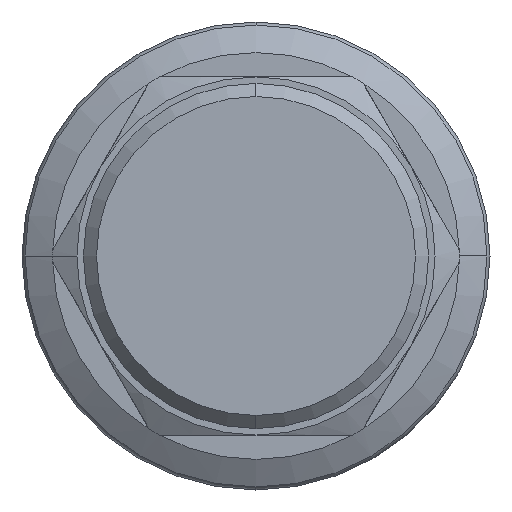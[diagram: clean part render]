
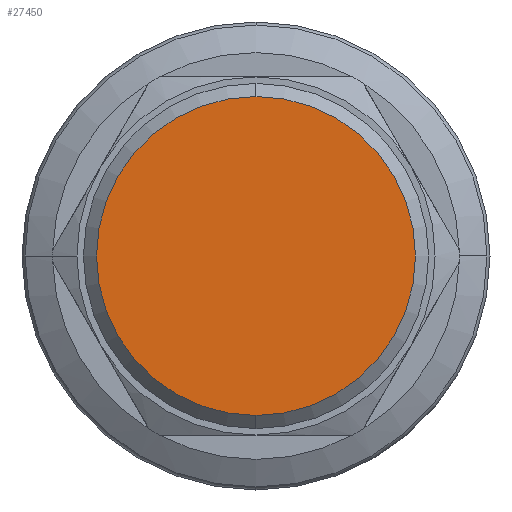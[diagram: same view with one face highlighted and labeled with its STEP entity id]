
A CAD part, left-side view. The second image highlights one B-rep face of the part: STEP entity #27450.
In plain terms, the highlighted planar face has unit normal (-1, 0, 0).
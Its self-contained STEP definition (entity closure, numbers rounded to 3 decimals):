
#2781 = AXIS2_PLACEMENT_3D ( 'NONE', #9371, #22176, #21987 ) ;
#3027 = CARTESIAN_POINT ( 'NONE',  ( -11.15, 0., 0. ) ) ;
#4101 = CIRCLE ( 'NONE', #16239, 18.35 ) ;
#7077 = DIRECTION ( 'NONE',  ( -1., 0., 0. ) ) ;
#9371 = CARTESIAN_POINT ( 'NONE',  ( -11.15, 0., 0. ) ) ;
#11455 = DIRECTION ( 'NONE',  ( 0., 0., 1. ) ) ;
#12110 = DIRECTION ( 'NONE',  ( 0., 0., 1. ) ) ;
#13967 = CARTESIAN_POINT ( 'NONE',  ( -11.15, 0., 0. ) ) ;
#15145 = AXIS2_PLACEMENT_3D ( 'NONE', #13967, #27268, #12110 ) ;
#16239 = AXIS2_PLACEMENT_3D ( 'NONE', #3027, #7077, #11455 ) ;
#16325 = FACE_OUTER_BOUND ( 'NONE', #25710, .T. ) ;
#18387 = EDGE_CURVE ( 'NONE', #22826, #27257, #18582, .T. ) ;
#18582 = CIRCLE ( 'NONE', #15145, 18.35 ) ;
#19584 = EDGE_CURVE ( 'NONE', #27257, #22826, #4101, .T. ) ;
#21039 = ORIENTED_EDGE ( 'NONE', *, *, #19584, .T. ) ;
#21987 = DIRECTION ( 'NONE',  ( 0., 0., -1. ) ) ;
#22176 = DIRECTION ( 'NONE',  ( 1., 0., 0. ) ) ;
#22258 = PLANE ( 'NONE',  #2781 ) ;
#22826 = VERTEX_POINT ( 'NONE', #25793 ) ;
#24902 = ORIENTED_EDGE ( 'NONE', *, *, #18387, .T. ) ;
#25401 = CARTESIAN_POINT ( 'NONE',  ( -11.15, 0., 18.35 ) ) ;
#25710 = EDGE_LOOP ( 'NONE', ( #24902, #21039 ) ) ;
#25793 = CARTESIAN_POINT ( 'NONE',  ( -11.15, 0., -18.35 ) ) ;
#27257 = VERTEX_POINT ( 'NONE', #25401 ) ;
#27268 = DIRECTION ( 'NONE',  ( -1., 0., 0. ) ) ;
#27450 = ADVANCED_FACE ( 'NONE', ( #16325 ), #22258, .F. ) ;
